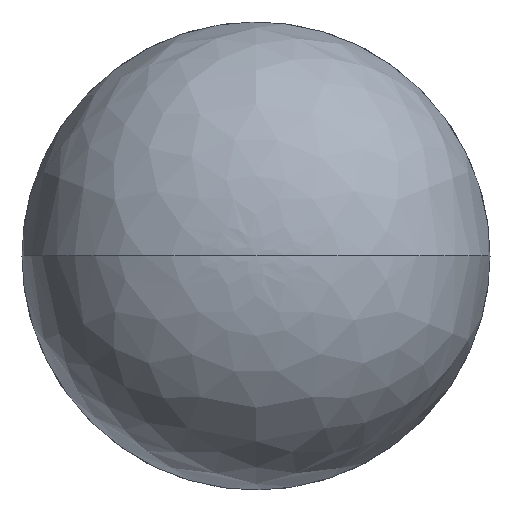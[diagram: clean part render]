
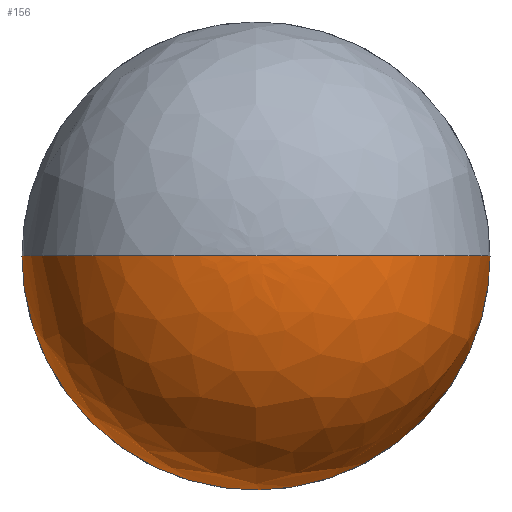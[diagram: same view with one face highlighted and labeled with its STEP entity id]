
A CAD part, top view. The second image highlights one B-rep face of the part: STEP entity #156.
In plain terms, the highlighted free-form (B-spline) face has degree [2, 3] with [5, 5] control points.
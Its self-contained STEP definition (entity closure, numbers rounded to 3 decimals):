
#156=ADVANCED_FACE('',(#201),#862,.T.);
#201=FACE_OUTER_BOUND('',#253,.T.);
#253=EDGE_LOOP('',(#400,#401,#402));
#400=ORIENTED_EDGE('',*,*,#550,.T.);
#401=ORIENTED_EDGE('',*,*,#549,.F.);
#402=ORIENTED_EDGE('',*,*,#547,.T.);
#547=EDGE_CURVE('',#802,#803,#658,.T.);
#549=EDGE_CURVE('',#802,#801,#708,.T.);
#550=EDGE_CURVE('',#803,#801,#709,.T.);
#658=(
BOUNDED_CURVE()
B_SPLINE_CURVE(2,(#2011,#2012,#2013,#2014,#2015),.UNSPECIFIED.,.F.,.F.)
B_SPLINE_CURVE_WITH_KNOTS((3,2,3),(0.,125.661,251.322),
 .UNSPECIFIED.)
CURVE()
GEOMETRIC_REPRESENTATION_ITEM()
RATIONAL_B_SPLINE_CURVE((1.,0.707,1.,0.707,1.))
REPRESENTATION_ITEM('')
);
#708=B_SPLINE_CURVE_WITH_KNOTS('',3,(#2021,#2022,#2023,#2024,#2025),
 .UNSPECIFIED.,.F.,.F.,(4,1,4),(0.,63.998,119.685),
 .UNSPECIFIED.);
#709=B_SPLINE_CURVE_WITH_KNOTS('',3,(#2026,#2027,#2028,#2029,#2030),
 .UNSPECIFIED.,.F.,.F.,(4,1,4),(0.,63.998,119.685),
 .UNSPECIFIED.);
#801=VERTEX_POINT('',#2008);
#802=VERTEX_POINT('',#2009);
#803=VERTEX_POINT('',#2010);
#862=(
BOUNDED_SURFACE()
B_SPLINE_SURFACE(2,3,((#1958,#1959,#1960,#1961,#1962),(#1963,#1964,#1965,
#1966,#1967),(#1968,#1969,#1970,#1971,#1972),(#1973,#1974,#1975,#1976,#1977),
(#1978,#1979,#1980,#1981,#1982)),.UNSPECIFIED.,.F.,.F.,.F.)
B_SPLINE_SURFACE_WITH_KNOTS((3,2,3),(4,1,4),(0.,125.661,251.322),
(0.,63.998,119.685),.UNSPECIFIED.)
GEOMETRIC_REPRESENTATION_ITEM()
RATIONAL_B_SPLINE_SURFACE(((1.,1.,1.,1.,1.),(0.707,0.707,
0.707,0.707,0.707),(1.,1.,1.,1.,1.),
(0.707,0.707,0.707,0.707,
0.707),(1.,1.,1.,1.,1.)))
REPRESENTATION_ITEM('')
SURFACE()
);
#1958=CARTESIAN_POINT('',(79.998,0.,66.901));
#1959=CARTESIAN_POINT('',(79.996,0.,89.889));
#1960=CARTESIAN_POINT('',(59.06,0.,128.106));
#1961=CARTESIAN_POINT('',(18.418,0.,137.67));
#1962=CARTESIAN_POINT('',(0.,0.,137.67));
#1963=CARTESIAN_POINT('',(79.998,79.998,66.901));
#1964=CARTESIAN_POINT('',(79.996,79.996,89.889));
#1965=CARTESIAN_POINT('',(59.06,59.06,128.106));
#1966=CARTESIAN_POINT('',(18.418,18.418,137.67));
#1967=CARTESIAN_POINT('',(0.,0.,137.67));
#1968=CARTESIAN_POINT('',(0.,79.998,66.901));
#1969=CARTESIAN_POINT('',(0.,79.996,89.889));
#1970=CARTESIAN_POINT('',(0.,59.06,128.106));
#1971=CARTESIAN_POINT('',(0.,18.418,137.67));
#1972=CARTESIAN_POINT('',(0.,0.,137.67));
#1973=CARTESIAN_POINT('',(-79.998,79.998,66.901));
#1974=CARTESIAN_POINT('',(-79.996,79.996,89.889));
#1975=CARTESIAN_POINT('',(-59.06,59.06,128.106));
#1976=CARTESIAN_POINT('',(-18.418,18.418,137.67));
#1977=CARTESIAN_POINT('',(0.,0.,137.67));
#1978=CARTESIAN_POINT('',(-79.998,0.,66.901));
#1979=CARTESIAN_POINT('',(-79.996,0.,89.889));
#1980=CARTESIAN_POINT('',(-59.06,0.,128.106));
#1981=CARTESIAN_POINT('',(-18.418,0.,137.67));
#1982=CARTESIAN_POINT('',(0.,0.,137.67));
#2008=CARTESIAN_POINT('',(0.,0.,137.67));
#2009=CARTESIAN_POINT('',(79.998,0.,66.901));
#2010=CARTESIAN_POINT('',(-79.998,0.,66.901));
#2011=CARTESIAN_POINT('',(79.998,0.,66.901));
#2012=CARTESIAN_POINT('',(79.998,79.998,66.901));
#2013=CARTESIAN_POINT('',(0.,79.998,66.901));
#2014=CARTESIAN_POINT('',(-79.998,79.998,66.901));
#2015=CARTESIAN_POINT('',(-79.998,0.,66.901));
#2021=CARTESIAN_POINT('',(79.998,0.,66.901));
#2022=CARTESIAN_POINT('',(79.996,0.,89.889));
#2023=CARTESIAN_POINT('',(59.06,0.,128.106));
#2024=CARTESIAN_POINT('',(18.418,0.,137.67));
#2025=CARTESIAN_POINT('',(0.,0.,137.67));
#2026=CARTESIAN_POINT('',(-79.998,0.,66.901));
#2027=CARTESIAN_POINT('',(-79.996,0.,89.889));
#2028=CARTESIAN_POINT('',(-59.06,0.,128.106));
#2029=CARTESIAN_POINT('',(-18.418,0.,137.67));
#2030=CARTESIAN_POINT('',(0.,0.,137.67));
